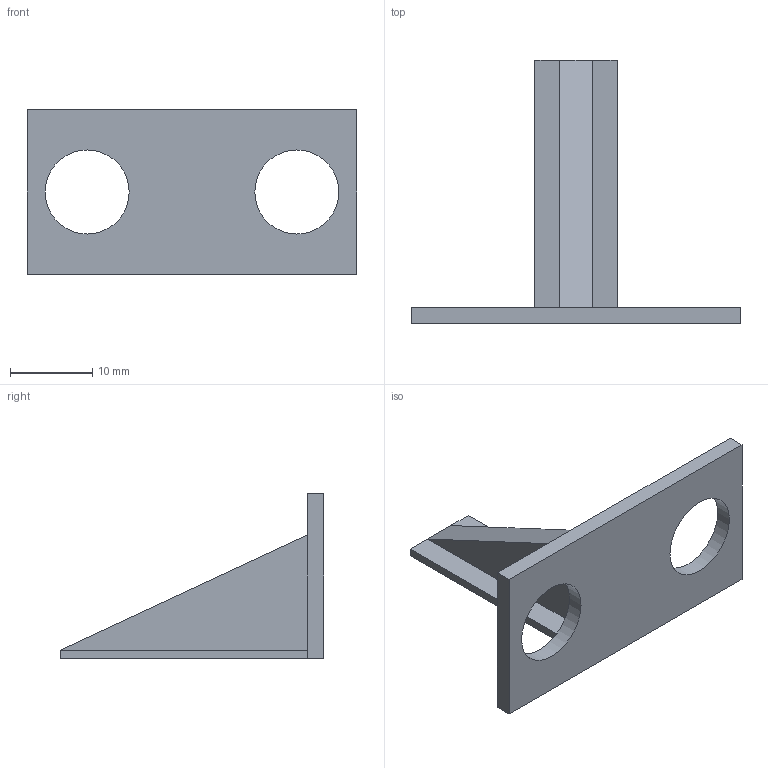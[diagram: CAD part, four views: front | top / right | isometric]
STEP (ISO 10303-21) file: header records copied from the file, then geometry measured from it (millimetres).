
FILE_DESCRIPTION(/* description */ (''),/* implementation_level */ '2;1');
FILE_NAME(/* name */ 'AufhängungM10_STP.stp',/* time_stamp */ '2020-12-22T15:03:04+01:00',/* author */ ('Louis'),/* organization */ (''),/* preprocessor_version */ 'ST-DEVELOPER v18',/* originating_system */ 'Autodesk Inventor 2020',/* authorisation */ '');
FILE_SCHEMA (('AUTOMOTIVE_DESIGN { 1 0 10303 214 3 1 1 }'));
Length unit declared in the file: millimetre
Products named in the file (1): AufhängungM10
Bounding box: 40 x 32 x 20 mm (x, y, z)
Volume: 2413.1 mm3; surface area: 2677.7 mm2
Topology: 1 solids, 1 shells, 16 faces, 40 edges, 26 vertices
Faces by surface type: plane 14, cylinder 2
Full cylindrical faces by diameter (mm): 10.2 x2
Entity records: 521 total; most frequent: CARTESIAN_POINT 83, ORIENTED_EDGE 80, DIRECTION 78, EDGE_CURVE 40, LINE 36, VECTOR 36, VERTEX_POINT 26, AXIS2_PLACEMENT_3D 21
